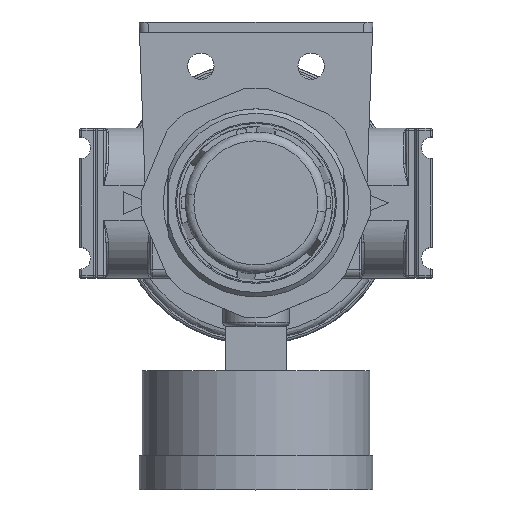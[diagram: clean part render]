
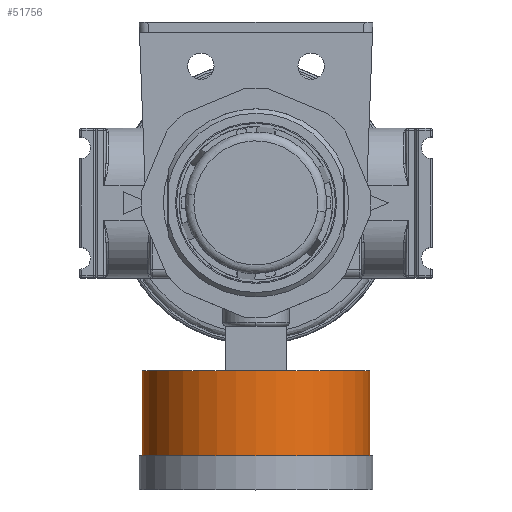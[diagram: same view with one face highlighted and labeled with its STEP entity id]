
A CAD part, top view. The second image highlights one B-rep face of the part: STEP entity #51756.
In plain terms, the highlighted cylindrical face has radius 25.8 mm (diameter 51.6 mm), a partial arc.
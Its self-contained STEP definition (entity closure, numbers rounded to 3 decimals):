
#1134 = CARTESIAN_POINT ( 'NONE',  ( 0., 0., -27. ) ) ;
#2785 = CARTESIAN_POINT ( 'NONE',  ( 25.8, 0., -27. ) ) ;
#3075 = VERTEX_POINT ( 'NONE', #13568 ) ;
#3149 = CIRCLE ( 'NONE', #23401, 25.8 ) ;
#4257 = CARTESIAN_POINT ( 'NONE',  ( -25.8, 0., -27. ) ) ;
#11298 = EDGE_CURVE ( 'NONE', #38061, #18658, #3149, .T. ) ;
#13568 = CARTESIAN_POINT ( 'NONE',  ( 25.8, 0., -7.7 ) ) ;
#13815 = DIRECTION ( 'NONE',  ( 0., 0., 1. ) ) ;
#14241 = VECTOR ( 'NONE', #15816, 1000. ) ;
#15816 = DIRECTION ( 'NONE',  ( 0., 0., 1. ) ) ;
#16514 = DIRECTION ( 'NONE',  ( 0., 0., 1. ) ) ;
#17374 = EDGE_LOOP ( 'NONE', ( #23309, #38269, #41059, #45611 ) ) ;
#18658 = VERTEX_POINT ( 'NONE', #2785 ) ;
#18848 = DIRECTION ( 'NONE',  ( 0., 0., 1. ) ) ;
#19109 = CYLINDRICAL_SURFACE ( 'NONE', #51884, 25.8 ) ;
#23309 = ORIENTED_EDGE ( 'NONE', *, *, #64060, .F. ) ;
#23401 = AXIS2_PLACEMENT_3D ( 'NONE', #50327, #18848, #55611 ) ;
#23483 = CARTESIAN_POINT ( 'NONE',  ( 25.8, 0., -27. ) ) ;
#26139 = LINE ( 'NONE', #23483, #40206 ) ;
#26667 = CIRCLE ( 'NONE', #56722, 25.8 ) ;
#38061 = VERTEX_POINT ( 'NONE', #4257 ) ;
#38269 = ORIENTED_EDGE ( 'NONE', *, *, #11298, .T. ) ;
#40206 = VECTOR ( 'NONE', #54946, 1000. ) ;
#41059 = ORIENTED_EDGE ( 'NONE', *, *, #61898, .T. ) ;
#42366 = LINE ( 'NONE', #47435, #14241 ) ;
#45462 = CARTESIAN_POINT ( 'NONE',  ( 0., 0., -7.7 ) ) ;
#45611 = ORIENTED_EDGE ( 'NONE', *, *, #60289, .F. ) ;
#47435 = CARTESIAN_POINT ( 'NONE',  ( -25.8, 0., -27. ) ) ;
#49838 = VERTEX_POINT ( 'NONE', #58572 ) ;
#50327 = CARTESIAN_POINT ( 'NONE',  ( 0., 0., -27. ) ) ;
#50615 = DIRECTION ( 'NONE',  ( 1., 0., 0. ) ) ;
#51756 = ADVANCED_FACE ( 'NONE', ( #53656 ), #19109, .T. ) ;
#51884 = AXIS2_PLACEMENT_3D ( 'NONE', #1134, #16514, #64276 ) ;
#53656 = FACE_OUTER_BOUND ( 'NONE', #17374, .T. ) ;
#54946 = DIRECTION ( 'NONE',  ( 0., 0., 1. ) ) ;
#55611 = DIRECTION ( 'NONE',  ( 1., 0., 0. ) ) ;
#56722 = AXIS2_PLACEMENT_3D ( 'NONE', #45462, #13815, #50615 ) ;
#58572 = CARTESIAN_POINT ( 'NONE',  ( -25.8, 0., -7.7 ) ) ;
#60289 = EDGE_CURVE ( 'NONE', #49838, #3075, #26667, .T. ) ;
#61898 = EDGE_CURVE ( 'NONE', #18658, #3075, #26139, .T. ) ;
#64060 = EDGE_CURVE ( 'NONE', #38061, #49838, #42366, .T. ) ;
#64276 = DIRECTION ( 'NONE',  ( 1., 0., 0. ) ) ;
